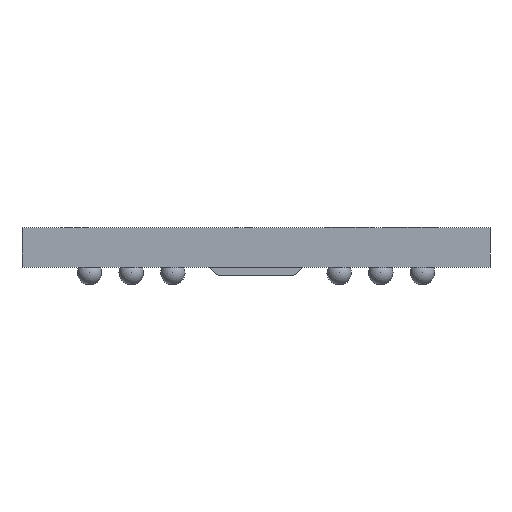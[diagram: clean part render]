
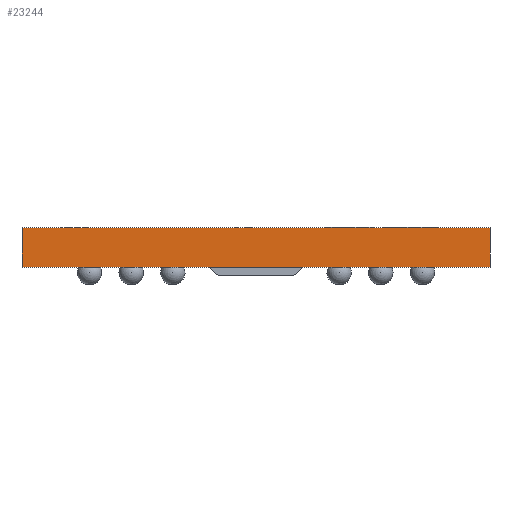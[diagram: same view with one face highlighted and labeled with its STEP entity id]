
A CAD part, front view. The second image highlights one B-rep face of the part: STEP entity #23244.
In plain terms, the highlighted planar face has unit normal (0, -1, 0).
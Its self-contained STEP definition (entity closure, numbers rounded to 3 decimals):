
#241 = CARTESIAN_POINT ( 'NONE',  ( -4.5, -7., 0.76 ) ) ;
#386 = DIRECTION ( 'NONE',  ( 1., 0., 0. ) ) ;
#3266 = VECTOR ( 'NONE', #8334, 1000. ) ;
#3943 = EDGE_CURVE ( 'NONE', #15914, #23343, #16064, .T. ) ;
#4255 = EDGE_LOOP ( 'NONE', ( #22660, #4426, #10070, #17853 ) ) ;
#4302 = EDGE_CURVE ( 'NONE', #5226, #23486, #8591, .T. ) ;
#4426 = ORIENTED_EDGE ( 'NONE', *, *, #3943, .F. ) ;
#4963 = CARTESIAN_POINT ( 'NONE',  ( -4.5, -7., 0. ) ) ;
#5226 = VERTEX_POINT ( 'NONE', #24448 ) ;
#5358 = CARTESIAN_POINT ( 'NONE',  ( 4.5, -7., 0.76 ) ) ;
#8334 = DIRECTION ( 'NONE',  ( 0., 0., -1. ) ) ;
#8591 = LINE ( 'NONE', #241, #3266 ) ;
#9493 = CARTESIAN_POINT ( 'NONE',  ( 4.5, -7., 0. ) ) ;
#9988 = EDGE_CURVE ( 'NONE', #23486, #23343, #22435, .T. ) ;
#10070 = ORIENTED_EDGE ( 'NONE', *, *, #10813, .F. ) ;
#10813 = EDGE_CURVE ( 'NONE', #5226, #15914, #18720, .T. ) ;
#11109 = DIRECTION ( 'NONE',  ( 0., 1., 0. ) ) ;
#12465 = DIRECTION ( 'NONE',  ( 1., 0., 0. ) ) ;
#14632 = CARTESIAN_POINT ( 'NONE',  ( -4.5, -7., 0.76 ) ) ;
#15914 = VERTEX_POINT ( 'NONE', #5358 ) ;
#16064 = LINE ( 'NONE', #21740, #18276 ) ;
#17657 = DIRECTION ( 'NONE',  ( 0., 0., -1. ) ) ;
#17853 = ORIENTED_EDGE ( 'NONE', *, *, #4302, .T. ) ;
#18189 = CARTESIAN_POINT ( 'NONE',  ( -4.5, -7., 0. ) ) ;
#18276 = VECTOR ( 'NONE', #17657, 1000. ) ;
#18720 = LINE ( 'NONE', #14632, #21965 ) ;
#18972 = PLANE ( 'NONE',  #21862 ) ;
#19113 = FACE_OUTER_BOUND ( 'NONE', #4255, .T. ) ;
#21342 = CARTESIAN_POINT ( 'NONE',  ( -4.5, -7., 0.76 ) ) ;
#21740 = CARTESIAN_POINT ( 'NONE',  ( 4.5, -7., 0.76 ) ) ;
#21862 = AXIS2_PLACEMENT_3D ( 'NONE', #21342, #11109, #25134 ) ;
#21965 = VECTOR ( 'NONE', #386, 1000. ) ;
#22435 = LINE ( 'NONE', #18189, #24416 ) ;
#22660 = ORIENTED_EDGE ( 'NONE', *, *, #9988, .T. ) ;
#23244 = ADVANCED_FACE ( 'NONE', ( #19113 ), #18972, .F. ) ;
#23343 = VERTEX_POINT ( 'NONE', #9493 ) ;
#23486 = VERTEX_POINT ( 'NONE', #4963 ) ;
#24416 = VECTOR ( 'NONE', #12465, 1000. ) ;
#24448 = CARTESIAN_POINT ( 'NONE',  ( -4.5, -7., 0.76 ) ) ;
#25134 = DIRECTION ( 'NONE',  ( 0., 0., 1. ) ) ;
